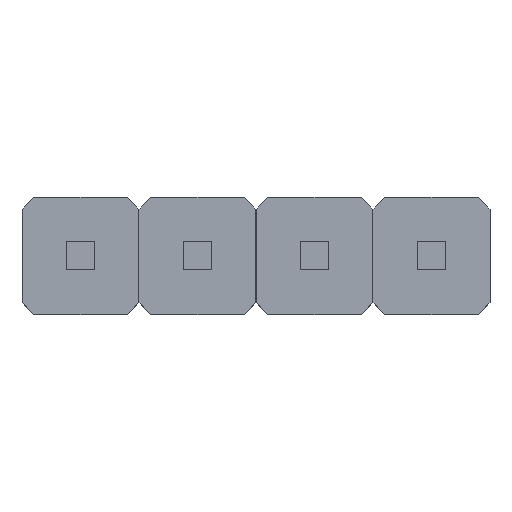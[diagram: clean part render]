
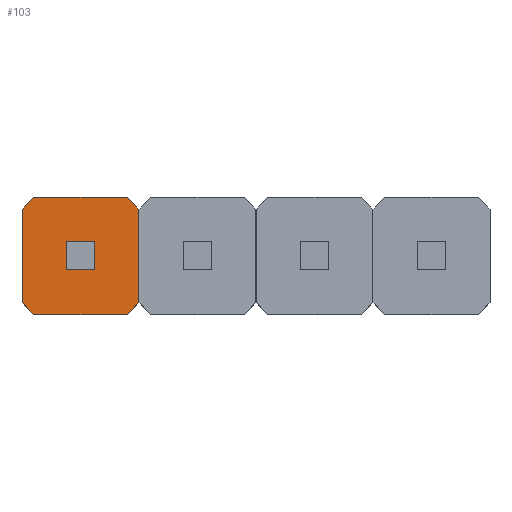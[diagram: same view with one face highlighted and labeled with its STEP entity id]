
A CAD part, top view. The second image highlights one B-rep face of the part: STEP entity #103.
In plain terms, the highlighted planar face has unit normal (0, 0, 1).
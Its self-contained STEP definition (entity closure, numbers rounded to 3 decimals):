
#2 = CARTESIAN_POINT ( 'NONE',  ( 1.016, -1.27, 2.5 ) ) ;
#4 = DIRECTION ( 'NONE',  ( 0., 1., 0. ) ) ;
#5 = DIRECTION ( 'NONE',  ( -1., 0., 0. ) ) ;
#30 = ORIENTED_EDGE ( 'NONE', *, *, #503, .T. ) ;
#46 = EDGE_CURVE ( 'NONE', #260, #669, #491, .T. ) ;
#49 = DIRECTION ( 'NONE',  ( 0.707, 0.707, 0. ) ) ;
#51 = LINE ( 'NONE', #270, #478 ) ;
#67 = EDGE_CURVE ( 'NONE', #260, #529, #675, .T. ) ;
#77 = CARTESIAN_POINT ( 'NONE',  ( 1.27, 1.016, 2.5 ) ) ;
#86 = VECTOR ( 'NONE', #594, 1000. ) ;
#89 = LINE ( 'NONE', #359, #86 ) ;
#103 = ADVANCED_FACE ( 'NONE', ( #327 ), #660, .T. ) ;
#119 = EDGE_CURVE ( 'NONE', #217, #158, #51, .T. ) ;
#134 = CARTESIAN_POINT ( 'NONE',  ( -1.27, 1.016, 2.5 ) ) ;
#153 = VERTEX_POINT ( 'NONE', #390 ) ;
#158 = VERTEX_POINT ( 'NONE', #440 ) ;
#161 = EDGE_CURVE ( 'NONE', #158, #370, #196, .T. ) ;
#165 = VECTOR ( 'NONE', #288, 1000. ) ;
#192 = VECTOR ( 'NONE', #381, 1000. ) ;
#196 = LINE ( 'NONE', #455, #296 ) ;
#201 = ORIENTED_EDGE ( 'NONE', *, *, #283, .F. ) ;
#217 = VERTEX_POINT ( 'NONE', #134 ) ;
#218 = LINE ( 'NONE', #546, #192 ) ;
#260 = VERTEX_POINT ( 'NONE', #626 ) ;
#265 = ORIENTED_EDGE ( 'NONE', *, *, #350, .T. ) ;
#270 = CARTESIAN_POINT ( 'NONE',  ( -1.27, 1.016, 2.5 ) ) ;
#283 = EDGE_CURVE ( 'NONE', #466, #669, #566, .T. ) ;
#288 = DIRECTION ( 'NONE',  ( 0., -1., 0. ) ) ;
#293 = ORIENTED_EDGE ( 'NONE', *, *, #46, .T. ) ;
#296 = VECTOR ( 'NONE', #620, 1000. ) ;
#307 = ORIENTED_EDGE ( 'NONE', *, *, #674, .F. ) ;
#309 = CARTESIAN_POINT ( 'NONE',  ( 1.27, 1.016, 2.5 ) ) ;
#311 = VECTOR ( 'NONE', #5, 1000. ) ;
#327 = FACE_OUTER_BOUND ( 'NONE', #580, .T. ) ;
#350 = EDGE_CURVE ( 'NONE', #466, #370, #89, .T. ) ;
#359 = CARTESIAN_POINT ( 'NONE',  ( 1.27, 1.016, 2.5 ) ) ;
#370 = VERTEX_POINT ( 'NONE', #460 ) ;
#381 = DIRECTION ( 'NONE',  ( 0.707, -0.707, 0. ) ) ;
#390 = CARTESIAN_POINT ( 'NONE',  ( -1.27, -1.016, 2.5 ) ) ;
#440 = CARTESIAN_POINT ( 'NONE',  ( -1.016, 1.27, 2.5 ) ) ;
#455 = CARTESIAN_POINT ( 'NONE',  ( -1.016, 1.27, 2.5 ) ) ;
#460 = CARTESIAN_POINT ( 'NONE',  ( 1.016, 1.27, 2.5 ) ) ;
#464 = VECTOR ( 'NONE', #4, 1000. ) ;
#466 = VERTEX_POINT ( 'NONE', #309 ) ;
#474 = ORIENTED_EDGE ( 'NONE', *, *, #119, .F. ) ;
#478 = VECTOR ( 'NONE', #484, 1000. ) ;
#484 = DIRECTION ( 'NONE',  ( 0.707, 0.707, 0. ) ) ;
#491 = LINE ( 'NONE', #2, #652 ) ;
#492 = LINE ( 'NONE', #630, #464 ) ;
#503 = EDGE_CURVE ( 'NONE', #153, #529, #218, .T. ) ;
#529 = VERTEX_POINT ( 'NONE', #608 ) ;
#542 = DIRECTION ( 'NONE',  ( 0., 0., 1. ) ) ;
#546 = CARTESIAN_POINT ( 'NONE',  ( -1.27, -1.016, 2.5 ) ) ;
#553 = DIRECTION ( 'NONE',  ( 1., 0., 0. ) ) ;
#566 = LINE ( 'NONE', #77, #165 ) ;
#580 = EDGE_LOOP ( 'NONE', ( #474, #307, #30, #681, #293, #201, #265, #646 ) ) ;
#594 = DIRECTION ( 'NONE',  ( -0.707, 0.707, 0. ) ) ;
#608 = CARTESIAN_POINT ( 'NONE',  ( -1.016, -1.27, 2.5 ) ) ;
#613 = CARTESIAN_POINT ( 'NONE',  ( -1.27, -1.016, 2.5 ) ) ;
#620 = DIRECTION ( 'NONE',  ( 1., 0., 0. ) ) ;
#626 = CARTESIAN_POINT ( 'NONE',  ( 1.016, -1.27, 2.5 ) ) ;
#630 = CARTESIAN_POINT ( 'NONE',  ( -1.27, -1.016, 2.5 ) ) ;
#641 = AXIS2_PLACEMENT_3D ( 'NONE', #613, #542, #553 ) ;
#646 = ORIENTED_EDGE ( 'NONE', *, *, #161, .F. ) ;
#652 = VECTOR ( 'NONE', #49, 1000. ) ;
#660 = PLANE ( 'NONE',  #641 ) ;
#667 = CARTESIAN_POINT ( 'NONE',  ( 1.016, -1.27, 2.5 ) ) ;
#669 = VERTEX_POINT ( 'NONE', #693 ) ;
#674 = EDGE_CURVE ( 'NONE', #153, #217, #492, .T. ) ;
#675 = LINE ( 'NONE', #667, #311 ) ;
#681 = ORIENTED_EDGE ( 'NONE', *, *, #67, .F. ) ;
#693 = CARTESIAN_POINT ( 'NONE',  ( 1.27, -1.016, 2.5 ) ) ;
